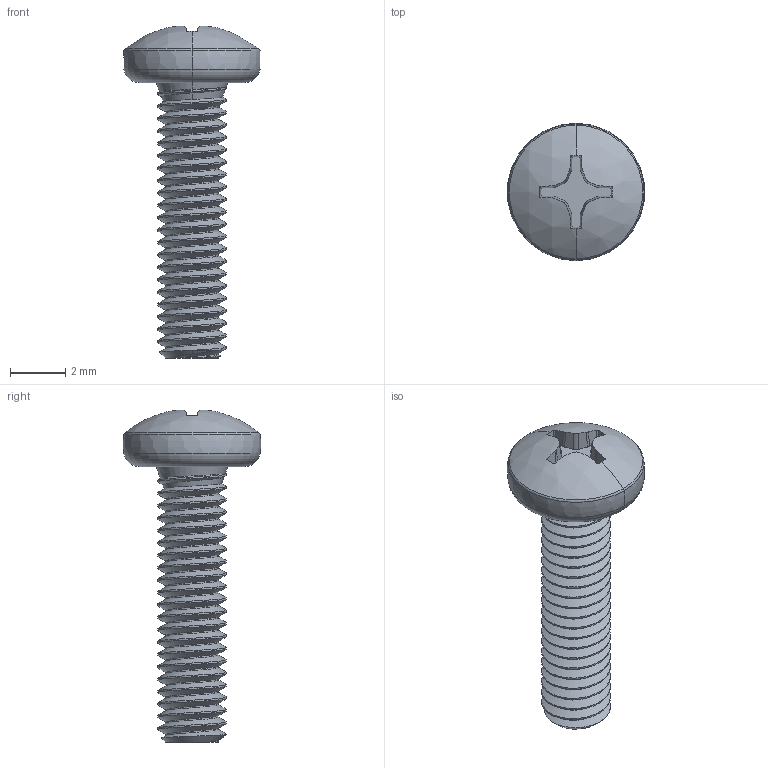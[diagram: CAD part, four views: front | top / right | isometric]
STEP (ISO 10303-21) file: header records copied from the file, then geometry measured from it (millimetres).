
FILE_DESCRIPTION (( 'STEP AP203' ), '1' );
FILE_NAME ('92000A106_Passivated 18-8 Stainless Steel Pan Head Phillips Screws.STEP', '2022-12-02T17:16:04', ( 'Administrator' ), ( 'Managed by Terraform' ), 'SwSTEP 2.0', 'SolidWorks 2017', '' );
FILE_SCHEMA (( 'CONFIG_CONTROL_DESIGN' ));
Length unit declared in the file: millimetre
Products named in the file (1): 92000A106_Passivated 18-8 Stainless Steel Pan Head Phillips Screws
Bounding box: 4.96 x 4.99 x 12.06 mm (x, y, z)
Volume: 68.8 mm3; surface area: 176.9 mm2
Topology: 1 solids, 1 shells, 112 faces, 311 edges, 202 vertices
Faces by surface type: cylinder 55, plane 19, bspline 17, cone 13, torus 6, sphere 2
Entity records: 6724 total; most frequent: CARTESIAN_POINT 4235, ORIENTED_EDGE 622, DIRECTION 390, EDGE_CURVE 311, VERTEX_POINT 202, AXIS2_PLACEMENT_3D 147, EDGE_LOOP 113, ADVANCED_FACE 112
